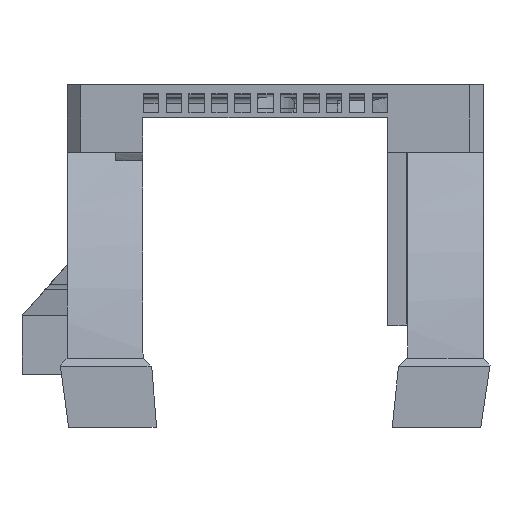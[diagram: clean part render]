
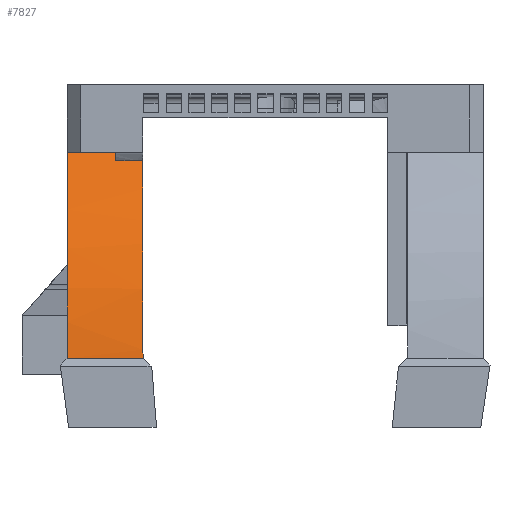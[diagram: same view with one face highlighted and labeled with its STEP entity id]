
A CAD part, front view. The second image highlights one B-rep face of the part: STEP entity #7827.
In plain terms, the highlighted free-form (B-spline) face has degree [3, 1] with [13, 2] control points.
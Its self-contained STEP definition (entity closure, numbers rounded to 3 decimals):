
#45=B_SPLINE_CURVE_WITH_KNOTS('',3,(#10594,#10595,#10596,#10597),
 .UNSPECIFIED.,.F.,.F.,(4,4),(0.026,0.771),
 .UNSPECIFIED.);
#71=B_SPLINE_CURVE_WITH_KNOTS('',3,(#11535,#11536,#11537,#11538,#11539,
#11540),.UNSPECIFIED.,.F.,.F.,(4,2,4),(-0.025,-0.011,
0.),.UNSPECIFIED.);
#72=B_SPLINE_CURVE_WITH_KNOTS('',3,(#11544,#11545,#11546,#11547),
 .UNSPECIFIED.,.F.,.F.,(4,4),(-0.09,0.),
 .UNSPECIFIED.);
#85=B_SPLINE_CURVE_WITH_KNOTS('',3,(#12903,#12904,#12905,#12906,#12907,
#12908,#12909,#12910,#12911,#12912,#12913,#12914,#12915),.UNSPECIFIED.,
 .F.,.F.,(4,1,1,1,1,1,1,3,4),(0.134,0.381,0.443,
0.505,0.567,0.629,0.876,1.,
1.001),.UNSPECIFIED.);
#86=B_SPLINE_CURVE_WITH_KNOTS('',3,(#12916,#12917,#12918,#12919,#12920,
#12921,#12922,#12923,#12924,#12925,#12926,#12927,#12928,#12929,#12930,#12931,
#12932,#12933,#12934,#12935,#12936,#12937),.UNSPECIFIED.,.F.,.F.,(4,3,3,
3,3,3,3,4),(0.134,0.335,0.83,0.954,
1.078,1.201,1.325,1.437),
 .UNSPECIFIED.);
#223=B_SPLINE_SURFACE_WITH_KNOTS('',3,1,((#12877,#12878),(#12879,#12880),
(#12881,#12882),(#12883,#12884),(#12885,#12886),(#12887,#12888),(#12889,
#12890),(#12891,#12892),(#12893,#12894),(#12895,#12896),(#12897,#12898),
(#12899,#12900),(#12901,#12902)),.UNSPECIFIED.,.F.,.F.,.F.,(4,1,1,1,1,1,
1,3,4),(2,2),(0.134,0.381,0.443,0.505,
0.567,0.629,0.876,1.,1.001),
(0.,1.32),.UNSPECIFIED.);
#812=FACE_OUTER_BOUND('',#1248,.T.);
#1248=EDGE_LOOP('',(#6296,#6297,#6298,#6299,#6300,#6301,#6302,#6303));
#1746=LINE('',#11500,#2575);
#1762=LINE('',#11551,#2591);
#2032=LINE('',#12876,#2861);
#2575=VECTOR('',#9117,10.);
#2591=VECTOR('',#9149,23.957);
#2861=VECTOR('',#9701,10.);
#3367=VERTEX_POINT('',#10591);
#3368=VERTEX_POINT('',#10593);
#3572=VERTEX_POINT('',#11400);
#3590=VERTEX_POINT('',#11499);
#3598=VERTEX_POINT('',#11533);
#3599=VERTEX_POINT('',#11542);
#3600=VERTEX_POINT('',#11543);
#3828=VERTEX_POINT('',#12874);
#4147=EDGE_CURVE('',#3367,#3368,#45,.T.);
#4436=EDGE_CURVE('',#3572,#3590,#1746,.T.);
#4452=EDGE_CURVE('',#3572,#3598,#71,.F.);
#4453=EDGE_CURVE('',#3599,#3600,#72,.F.);
#4456=EDGE_CURVE('',#3599,#3368,#1762,.T.);
#4783=EDGE_CURVE('',#3828,#3367,#2032,.F.);
#4784=EDGE_CURVE('',#3828,#3590,#85,.T.);
#4785=EDGE_CURVE('',#3600,#3598,#86,.F.);
#6296=ORIENTED_EDGE('',*,*,#4147,.F.);
#6297=ORIENTED_EDGE('',*,*,#4783,.F.);
#6298=ORIENTED_EDGE('',*,*,#4784,.T.);
#6299=ORIENTED_EDGE('',*,*,#4436,.F.);
#6300=ORIENTED_EDGE('',*,*,#4452,.T.);
#6301=ORIENTED_EDGE('',*,*,#4785,.F.);
#6302=ORIENTED_EDGE('',*,*,#4453,.F.);
#6303=ORIENTED_EDGE('',*,*,#4456,.T.);
#7827=ADVANCED_FACE('',(#812),#223,.F.);
#9117=DIRECTION('',(-1.,0.,0.));
#9149=DIRECTION('',(-1.,0.,0.));
#9701=DIRECTION('',(-1.,0.,0.));
#10591=CARTESIAN_POINT('',(-23.,-5.529,-4.75));
#10593=CARTESIAN_POINT('',(-23.,-10.165,-10.955));
#10594=CARTESIAN_POINT('Ctrl Pts',(-23.,-5.529,
-4.75));
#10595=CARTESIAN_POINT('Ctrl Pts',(-23.,-6.677,
-6.905));
#10596=CARTESIAN_POINT('Ctrl Pts',(-23.,-8.35,
-8.896));
#10597=CARTESIAN_POINT('Ctrl Pts',(-23.,-10.165,
-10.954));
#11400=CARTESIAN_POINT('',(-19.,-23.809,-39.459));
#11499=CARTESIAN_POINT('',(-30.,-23.809,-39.459));
#11500=CARTESIAN_POINT('',(-19.,-23.809,-39.459));
#11533=CARTESIAN_POINT('',(-19.1,-23.647,-38.212));
#11535=CARTESIAN_POINT('Ctrl Pts',(-19.1,-23.647,-38.212));
#11536=CARTESIAN_POINT('Ctrl Pts',(-19.081,-23.679,
-38.443));
#11537=CARTESIAN_POINT('Ctrl Pts',(-19.063,-23.71,
-38.673));
#11538=CARTESIAN_POINT('Ctrl Pts',(-19.029,-23.765,
-39.097));
#11539=CARTESIAN_POINT('Ctrl Pts',(-19.003,-23.804,
-39.422));
#11540=CARTESIAN_POINT('Ctrl Pts',(-19.,-23.809,
-39.459));
#11542=CARTESIAN_POINT('',(-20.,-10.165,-10.955));
#11543=CARTESIAN_POINT('',(-19.1,-10.166,-10.955));
#11544=CARTESIAN_POINT('Ctrl Pts',(-19.1,-10.166,
-10.955));
#11545=CARTESIAN_POINT('Ctrl Pts',(-19.4,-10.166,
-10.955));
#11546=CARTESIAN_POINT('Ctrl Pts',(-19.7,-10.166,
-10.955));
#11547=CARTESIAN_POINT('Ctrl Pts',(-20.,-10.166,
-10.955));
#11551=CARTESIAN_POINT('',(-20.,-10.165,-10.955));
#12874=CARTESIAN_POINT('',(-30.,-5.529,-4.75));
#12876=CARTESIAN_POINT('',(-20.,-5.529,-4.75));
#12877=CARTESIAN_POINT('Ctrl Pts',(-19.,-5.529,
-4.75));
#12878=CARTESIAN_POINT('Ctrl Pts',(-32.2,-5.529,
-4.75));
#12879=CARTESIAN_POINT('Ctrl Pts',(-19.,-7.011,
-7.532));
#12880=CARTESIAN_POINT('Ctrl Pts',(-32.2,-7.011,
-7.532));
#12881=CARTESIAN_POINT('Ctrl Pts',(-19.,-9.957,
-10.667));
#12882=CARTESIAN_POINT('Ctrl Pts',(-32.2,-9.957,
-10.667));
#12883=CARTESIAN_POINT('Ctrl Pts',(-19.,-13.585,
-14.849));
#12884=CARTESIAN_POINT('Ctrl Pts',(-32.2,-13.585,
-14.849));
#12885=CARTESIAN_POINT('Ctrl Pts',(-19.,-15.338,
-17.058));
#12886=CARTESIAN_POINT('Ctrl Pts',(-32.2,-15.338,
-17.058));
#12887=CARTESIAN_POINT('Ctrl Pts',(-19.,-16.98,
-19.407));
#12888=CARTESIAN_POINT('Ctrl Pts',(-32.2,-16.98,
-19.407));
#12889=CARTESIAN_POINT('Ctrl Pts',(-19.,-19.976,
-24.392));
#12890=CARTESIAN_POINT('Ctrl Pts',(-32.2,-19.976,
-24.392));
#12891=CARTESIAN_POINT('Ctrl Pts',(-19.,-22.461,-31.04));
#12892=CARTESIAN_POINT('Ctrl Pts',(-32.2,-22.461,-31.04));
#12893=CARTESIAN_POINT('Ctrl Pts',(-19.,-23.546,
-37.272));
#12894=CARTESIAN_POINT('Ctrl Pts',(-32.2,-23.546,
-37.272));
#12895=CARTESIAN_POINT('Ctrl Pts',(-19.,-23.801,
-39.399));
#12896=CARTESIAN_POINT('Ctrl Pts',(-32.2,-23.801,
-39.399));
#12897=CARTESIAN_POINT('Ctrl Pts',(-19.,-23.804,
-39.419));
#12898=CARTESIAN_POINT('Ctrl Pts',(-32.2,-23.804,
-39.419));
#12899=CARTESIAN_POINT('Ctrl Pts',(-19.,-23.806,
-39.439));
#12900=CARTESIAN_POINT('Ctrl Pts',(-32.2,-23.806,
-39.439));
#12901=CARTESIAN_POINT('Ctrl Pts',(-19.,-23.809,
-39.459));
#12902=CARTESIAN_POINT('Ctrl Pts',(-32.2,-23.809,
-39.459));
#12903=CARTESIAN_POINT('Ctrl Pts',(-30.,-5.529,
-4.75));
#12904=CARTESIAN_POINT('Ctrl Pts',(-30.,-7.011,
-7.532));
#12905=CARTESIAN_POINT('Ctrl Pts',(-30.,-9.957,
-10.667));
#12906=CARTESIAN_POINT('Ctrl Pts',(-30.,-13.585,
-14.849));
#12907=CARTESIAN_POINT('Ctrl Pts',(-30.,-15.338,
-17.058));
#12908=CARTESIAN_POINT('Ctrl Pts',(-30.,-16.98,
-19.407));
#12909=CARTESIAN_POINT('Ctrl Pts',(-30.,-19.976,
-24.392));
#12910=CARTESIAN_POINT('Ctrl Pts',(-30.,-22.461,-31.04));
#12911=CARTESIAN_POINT('Ctrl Pts',(-30.,-23.546,
-37.272));
#12912=CARTESIAN_POINT('Ctrl Pts',(-30.,-23.801,
-39.399));
#12913=CARTESIAN_POINT('Ctrl Pts',(-30.,-23.804,
-39.419));
#12914=CARTESIAN_POINT('Ctrl Pts',(-30.,-23.806,
-39.439));
#12915=CARTESIAN_POINT('Ctrl Pts',(-30.,-23.809,
-39.459));
#12916=CARTESIAN_POINT('Ctrl Pts',(-19.1,-23.647,
-38.212));
#12917=CARTESIAN_POINT('Ctrl Pts',(-19.1,-23.407,
-36.498));
#12918=CARTESIAN_POINT('Ctrl Pts',(-19.1,-23.095,-34.818));
#12919=CARTESIAN_POINT('Ctrl Pts',(-19.1,-22.707,
-33.177));
#12920=CARTESIAN_POINT('Ctrl Pts',(-19.1,-21.751,
-29.141));
#12921=CARTESIAN_POINT('Ctrl Pts',(-19.1,-20.331,
-25.342));
#12922=CARTESIAN_POINT('Ctrl Pts',(-19.1,-18.449,
-21.923));
#12923=CARTESIAN_POINT('Ctrl Pts',(-19.1,-17.979,
-21.068));
#12924=CARTESIAN_POINT('Ctrl Pts',(-19.1,-17.479,
-20.238));
#12925=CARTESIAN_POINT('Ctrl Pts',(-19.1,-16.956,-19.431));
#12926=CARTESIAN_POINT('Ctrl Pts',(-19.1,-16.433,
-18.624));
#12927=CARTESIAN_POINT('Ctrl Pts',(-19.1,-15.886,
-17.841));
#12928=CARTESIAN_POINT('Ctrl Pts',(-19.1,-15.32,
-17.081));
#12929=CARTESIAN_POINT('Ctrl Pts',(-19.1,-14.754,
-16.322));
#12930=CARTESIAN_POINT('Ctrl Pts',(-19.1,-14.17,-15.586));
#12931=CARTESIAN_POINT('Ctrl Pts',(-19.1,-13.575,
-14.869));
#12932=CARTESIAN_POINT('Ctrl Pts',(-19.1,-12.98,
-14.152));
#12933=CARTESIAN_POINT('Ctrl Pts',(-19.1,-12.376,
-13.455));
#12934=CARTESIAN_POINT('Ctrl Pts',(-19.1,-11.774,
-12.772));
#12935=CARTESIAN_POINT('Ctrl Pts',(-19.1,-11.232,
-12.157));
#12936=CARTESIAN_POINT('Ctrl Pts',(-19.1,-10.693,
-11.553));
#12937=CARTESIAN_POINT('Ctrl Pts',(-19.1,-10.166,
-10.955));
